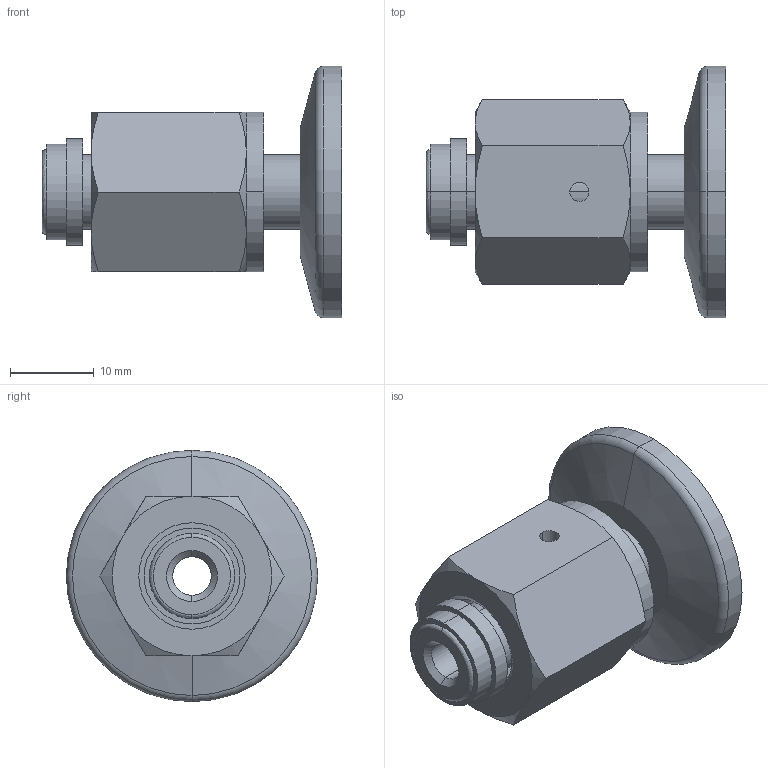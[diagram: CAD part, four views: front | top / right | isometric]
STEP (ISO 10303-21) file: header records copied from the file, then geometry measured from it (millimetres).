
FILE_DESCRIPTION (( 'STEP AP214' ), '1' );
FILE_NAME ('120AVF016-0250.stp', '2017-11-16T14:00:06', ( '' ), ( '' ), 'SwSTEP 2.0', 'SolidWorks 2015', '' );
FILE_SCHEMA (( 'AUTOMOTIVE_DESIGN' ));
Length unit declared in the file: millimetre
Products named in the file (1): 120AVF016-0250
Bounding box: 35.8 x 30 x 30 mm (x, y, z)
Volume: 8195.8 mm3; surface area: 5915.8 mm2
Topology: 2 solids, 2 shells, 77 faces, 176 edges, 109 vertices
Faces by surface type: cylinder 26, cone 25, plane 18, bspline 4, torus 4
Entity records: 3261 total; most frequent: CARTESIAN_POINT 627, DIRECTION 381, ORIENTED_EDGE 352, EDGE_CURVE 176, AXIS2_PLACEMENT_3D 167, VERTEX_POINT 109, CIRCLE 93, EDGE_LOOP 91
